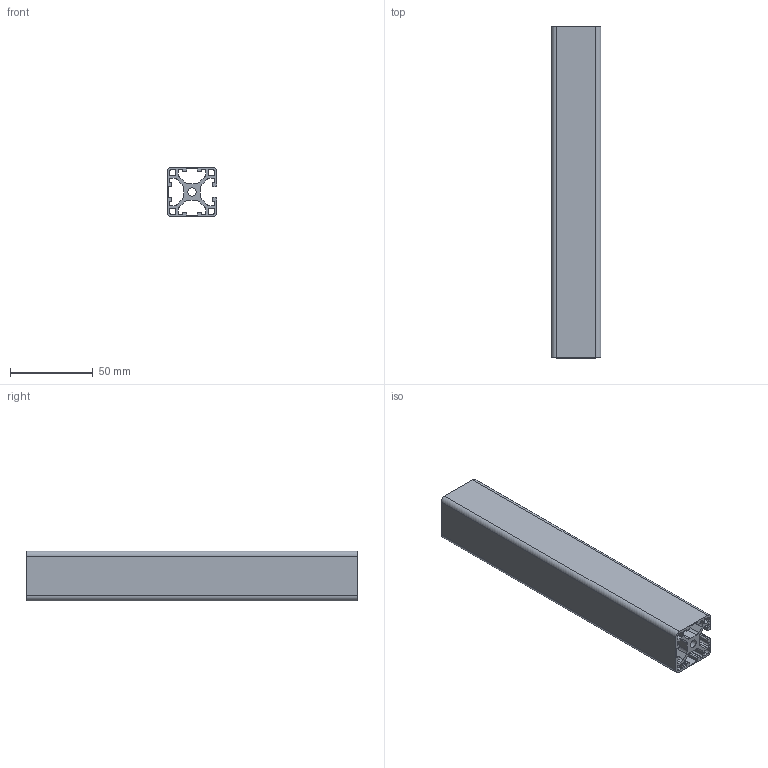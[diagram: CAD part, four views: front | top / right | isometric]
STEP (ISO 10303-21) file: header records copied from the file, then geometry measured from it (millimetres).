
FILE_DESCRIPTION(/* description */ ('Aluminiumprofil 30x30L 3N'),/* implementation_level */ '2;1');
FILE_NAME(/* name */ '261303961 Aluminiumprofil 30x30L 3N.stp',/* time_stamp */ '2019-07-22T11:12:32+02:00',/* author */ ('wheldmann'),/* organization */ (''),/* preprocessor_version */ 'ST-DEVELOPER v17.2',/* originating_system */ 'Autodesk Inventor 2019',/* authorisation */ ' ');
FILE_SCHEMA (('AUTOMOTIVE_DESIGN { 1 0 10303 214 3 1 1 }'));
Length unit declared in the file: millimetre
Products named in the file (1): 261303961
Bounding box: 30 x 200 x 30 mm (x, y, z)
Volume: 70228.2 mm3; surface area: 74925.7 mm2
Topology: 1 solids, 1 shells, 155 faces, 459 edges, 306 vertices
Faces by surface type: plane 78, cylinder 77
Full cylindrical faces by diameter (mm): 5 x1
Entity records: 5300 total; most frequent: DIRECTION 925, CARTESIAN_POINT 921, ORIENTED_EDGE 918, EDGE_CURVE 459, AXIS2_PLACEMENT_3D 310, VERTEX_POINT 306, LINE 305, VECTOR 305
